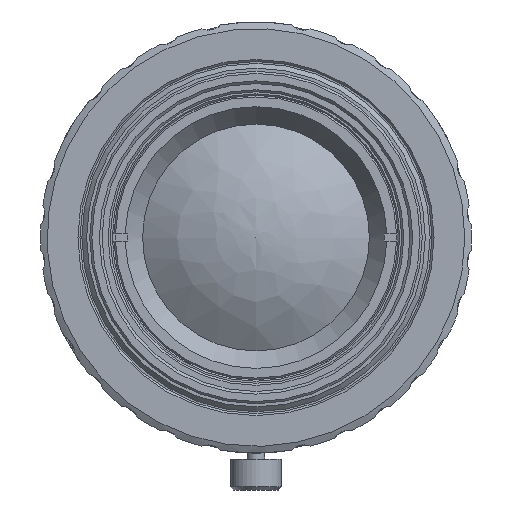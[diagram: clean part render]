
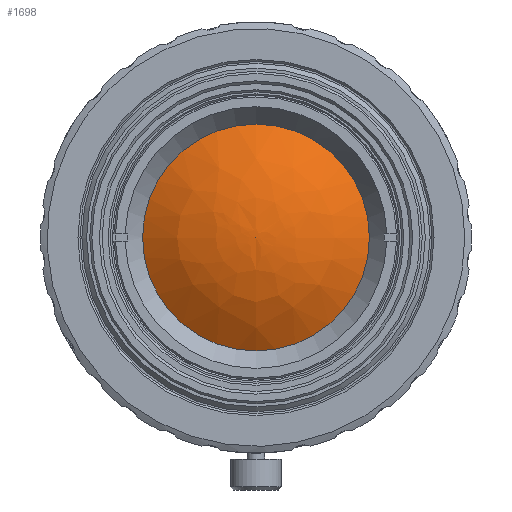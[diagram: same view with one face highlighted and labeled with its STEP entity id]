
A CAD part, front view. The second image highlights one B-rep face of the part: STEP entity #1698.
In plain terms, the highlighted free-form (B-spline) face has degree [3, 3] with [4, 7] control points.
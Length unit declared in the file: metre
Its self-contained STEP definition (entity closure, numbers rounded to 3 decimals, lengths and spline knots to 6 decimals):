
#1698=ADVANCED_FACE('NONE',(#3745,#3746),#3747,.T.);
#3745=FACE_BOUND('',#6079,.T.);
#3746=FACE_OUTER_BOUND('',#6080,.T.);
#3747=(B_SPLINE_SURFACE(3,3,((#6082,#6083,#6084,#6085,#6086,#6087,#6088),(#6089,#6090,#6091,#6092,#6093,#6094,#6095),(#6096,#6097,#6098,#6099,#6100,#6101,#6102),(#6103,#6104,#6105,#6106,#6107,#6108,#6109)),.UNSPECIFIED.,.F.,.T.,.F.)B_SPLINE_SURFACE_WITH_KNOTS((4,4),(4,3,4),(0.0,6.283185),(0.950279,1.26053,1.570781),.UNSPECIFIED.)RATIONAL_B_SPLINE_SURFACE(((1.0,0.333,0.333,1.0,0.333,0.333,1.0),(0.968,0.323,0.323,0.968,0.323,0.323,0.968),(0.968,0.323,0.323,0.968,0.323,0.323,0.968),(1.0,0.333,0.333,1.0,0.333,0.333,1.0)))BOUNDED_SURFACE()REPRESENTATION_ITEM('')GEOMETRIC_REPRESENTATION_ITEM()SURFACE());
#6079=VERTEX_LOOP('',#10945);
#6080=EDGE_LOOP('',(#10946));
#6082=CARTESIAN_POINT('',(0.,-0.078185,0.));
#6083=CARTESIAN_POINT('',(0.,-0.078185,0.));
#6084=CARTESIAN_POINT('',(0.,-0.078185,0.));
#6085=CARTESIAN_POINT('',(0.,-0.078185,0.));
#6086=CARTESIAN_POINT('',(0.,-0.078185,0.));
#6087=CARTESIAN_POINT('',(0.,-0.078185,0.));
#6088=CARTESIAN_POINT('',(0.,-0.078185,0.));
#6089=CARTESIAN_POINT('',(0.004013,-0.078185,0.));
#6090=CARTESIAN_POINT('',(0.004013,-0.078185,0.008026));
#6091=CARTESIAN_POINT('',(-0.004013,-0.078185,0.008026));
#6092=CARTESIAN_POINT('',(-0.004013,-0.078185,0.));
#6093=CARTESIAN_POINT('',(-0.004013,-0.078185,-0.008026));
#6094=CARTESIAN_POINT('',(0.004013,-0.078185,-0.008026));
#6095=CARTESIAN_POINT('',(0.004013,-0.078185,0.));
#6096=CARTESIAN_POINT('',(0.007835,-0.076959,0.));
#6097=CARTESIAN_POINT('',(0.007835,-0.076959,0.015669));
#6098=CARTESIAN_POINT('',(-0.007835,-0.076959,0.015669));
#6099=CARTESIAN_POINT('',(-0.007835,-0.076959,0.));
#6100=CARTESIAN_POINT('',(-0.007835,-0.076959,-0.015669));
#6101=CARTESIAN_POINT('',(0.007835,-0.076959,-0.015669));
#6102=CARTESIAN_POINT('',(0.007835,-0.076959,0.));
#6103=CARTESIAN_POINT('',(0.0111,-0.074626,0.));
#6104=CARTESIAN_POINT('',(0.0111,-0.074626,0.022199));
#6105=CARTESIAN_POINT('',(-0.0111,-0.074626,0.022199));
#6106=CARTESIAN_POINT('',(-0.0111,-0.074626,0.));
#6107=CARTESIAN_POINT('',(-0.0111,-0.074626,-0.022199));
#6108=CARTESIAN_POINT('',(0.0111,-0.074626,-0.022199));
#6109=CARTESIAN_POINT('',(0.0111,-0.074626,0.));
#10945=VERTEX_POINT('NONE',#14389);
#10946=ORIENTED_EDGE('',*,*,#14390,.T.);
#14389=CARTESIAN_POINT('',(0.,-0.078185,0.));
#14390=EDGE_CURVE('NONE',#17609,#17609,#17610,.T.);
#17609=VERTEX_POINT('',#24661);
#17610=CIRCLE('',#24662,0.0111);
#24661=CARTESIAN_POINT('',(0.0,-0.074626,-0.0111));
#24662=AXIS2_PLACEMENT_3D('',#27405,#27406,#27407);
#27405=CARTESIAN_POINT('',(0.0,-0.074626,0.));
#27406=DIRECTION('',(0.0,-1.0,0.0));
#27407=DIRECTION('',(0.0,0.0,-1.0));
